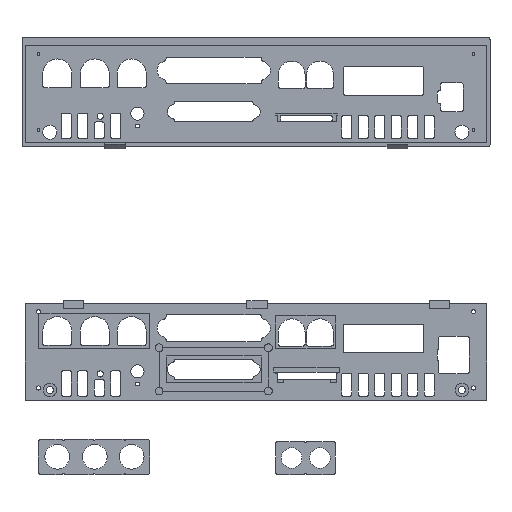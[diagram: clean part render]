
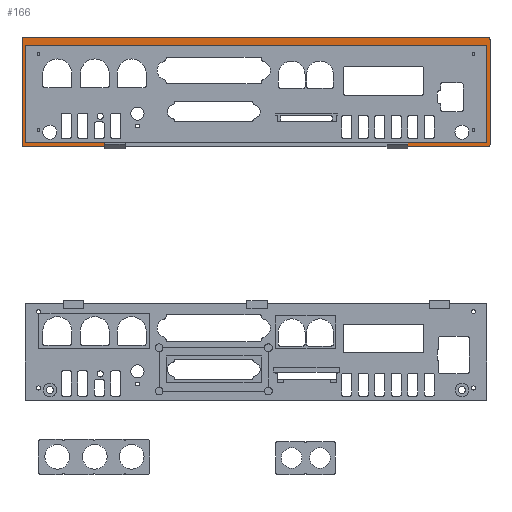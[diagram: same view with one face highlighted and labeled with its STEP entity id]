
A CAD part, top view. The second image highlights one B-rep face of the part: STEP entity #166.
In plain terms, the highlighted planar face has unit normal (0, 0, 1).
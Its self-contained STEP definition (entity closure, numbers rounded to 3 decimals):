
#27=CARTESIAN_POINT('',(150.948,77.003,2.));
#28=DIRECTION('',(0.,0.,-1.));
#29=DIRECTION('',(-1.,0.,0.));
#30=AXIS2_PLACEMENT_3D('',#27,#28,#29);
#31=PLANE('',#30);
#32=CARTESIAN_POINT('',(225.5,112.965,2.));
#33=VERTEX_POINT('',#32);
#34=CARTESIAN_POINT('',(225.5,65.965,2.));
#35=VERTEX_POINT('',#34);
#36=CARTESIAN_POINT('',(225.5,112.965,2.));
#37=DIRECTION('',(-0.,-1.,-0.));
#38=VECTOR('',#37,47.);
#39=LINE('',#36,#38);
#40=EDGE_CURVE('',#33,#35,#39,.T.);
#41=ORIENTED_EDGE('',*,*,#40,.T.);
#42=CARTESIAN_POINT('',(187.041,65.965,2.));
#43=VERTEX_POINT('',#42);
#44=CARTESIAN_POINT('',(225.5,65.965,2.));
#45=DIRECTION('',(-1.,0.,0.));
#46=VECTOR('',#45,38.459);
#47=LINE('',#44,#46);
#48=EDGE_CURVE('',#35,#43,#47,.T.);
#49=ORIENTED_EDGE('',*,*,#48,.T.);
#50=CARTESIAN_POINT('',(187.041,64.,2.));
#51=VERTEX_POINT('',#50);
#52=CARTESIAN_POINT('',(187.041,64.,2.));
#53=DIRECTION('',(0.,1.,0.));
#54=VECTOR('',#53,1.965);
#55=LINE('',#52,#54);
#56=EDGE_CURVE('',#51,#43,#55,.T.);
#57=ORIENTED_EDGE('',*,*,#56,.F.);
#58=CARTESIAN_POINT('',(226.,64.,2.));
#59=VERTEX_POINT('',#58);
#60=CARTESIAN_POINT('',(226.,64.,2.));
#61=DIRECTION('',(-1.,-0.,0.));
#62=VECTOR('',#61,38.959);
#63=LINE('',#60,#62);
#64=EDGE_CURVE('',#59,#51,#63,.T.);
#65=ORIENTED_EDGE('',*,*,#64,.F.);
#66=CARTESIAN_POINT('',(227.,65.,2.));
#67=VERTEX_POINT('',#66);
#68=CARTESIAN_POINT('',(226.,65.,2.));
#69=DIRECTION('',(-0.,-0.,1.));
#70=DIRECTION('',(-1.,0.,0.));
#71=AXIS2_PLACEMENT_3D('',#68,#69,#70);
#72=CIRCLE('',#71,1.);
#73=EDGE_CURVE('',#59,#67,#72,.T.);
#74=ORIENTED_EDGE('',*,*,#73,.T.);
#75=CARTESIAN_POINT('',(227.,116.,2.));
#76=VERTEX_POINT('',#75);
#77=CARTESIAN_POINT('',(227.,116.,2.));
#78=DIRECTION('',(-0.,-1.,-0.));
#79=VECTOR('',#78,51.);
#80=LINE('',#77,#79);
#81=EDGE_CURVE('',#76,#67,#80,.T.);
#82=ORIENTED_EDGE('',*,*,#81,.F.);
#83=CARTESIAN_POINT('',(226.,117.,2.));
#84=VERTEX_POINT('',#83);
#85=CARTESIAN_POINT('',(226.,116.,2.));
#86=DIRECTION('',(-0.,-0.,1.));
#87=DIRECTION('',(-1.,0.,0.));
#88=AXIS2_PLACEMENT_3D('',#85,#86,#87);
#89=CIRCLE('',#88,1.);
#90=EDGE_CURVE('',#76,#84,#89,.T.);
#91=ORIENTED_EDGE('',*,*,#90,.T.);
#92=CARTESIAN_POINT('',(1.,117.,2.));
#93=VERTEX_POINT('',#92);
#94=CARTESIAN_POINT('',(1.,117.,2.));
#95=DIRECTION('',(1.,0.,-0.));
#96=VECTOR('',#95,225.);
#97=LINE('',#94,#96);
#98=EDGE_CURVE('',#93,#84,#97,.T.);
#99=ORIENTED_EDGE('',*,*,#98,.F.);
#100=CARTESIAN_POINT('',(0.,116.,2.));
#101=VERTEX_POINT('',#100);
#102=CARTESIAN_POINT('',(1.,116.,2.));
#103=DIRECTION('',(-0.,-0.,1.));
#104=DIRECTION('',(-1.,0.,0.));
#105=AXIS2_PLACEMENT_3D('',#102,#103,#104);
#106=CIRCLE('',#105,1.);
#107=EDGE_CURVE('',#93,#101,#106,.T.);
#108=ORIENTED_EDGE('',*,*,#107,.T.);
#109=CARTESIAN_POINT('',(0.,65.,2.));
#110=VERTEX_POINT('',#109);
#111=CARTESIAN_POINT('',(0.,65.,2.));
#112=DIRECTION('',(0.,1.,0.));
#113=VECTOR('',#112,51.);
#114=LINE('',#111,#113);
#115=EDGE_CURVE('',#110,#101,#114,.T.);
#116=ORIENTED_EDGE('',*,*,#115,.F.);
#117=CARTESIAN_POINT('',(1.,64.,2.));
#118=VERTEX_POINT('',#117);
#119=CARTESIAN_POINT('',(1.,65.,2.));
#120=DIRECTION('',(-0.,-0.,1.));
#121=DIRECTION('',(-1.,0.,0.));
#122=AXIS2_PLACEMENT_3D('',#119,#120,#121);
#123=CIRCLE('',#122,1.);
#124=EDGE_CURVE('',#110,#118,#123,.T.);
#125=ORIENTED_EDGE('',*,*,#124,.T.);
#126=CARTESIAN_POINT('',(40.043,64.,2.));
#127=VERTEX_POINT('',#126);
#128=CARTESIAN_POINT('',(40.043,64.,2.));
#129=DIRECTION('',(-1.,-0.,0.));
#130=VECTOR('',#129,39.043);
#131=LINE('',#128,#130);
#132=EDGE_CURVE('',#127,#118,#131,.T.);
#133=ORIENTED_EDGE('',*,*,#132,.F.);
#134=CARTESIAN_POINT('',(40.043,65.965,2.));
#135=VERTEX_POINT('',#134);
#136=CARTESIAN_POINT('',(40.043,65.965,2.));
#137=DIRECTION('',(-0.,-1.,-0.));
#138=VECTOR('',#137,1.965);
#139=LINE('',#136,#138);
#140=EDGE_CURVE('',#135,#127,#139,.T.);
#141=ORIENTED_EDGE('',*,*,#140,.F.);
#142=CARTESIAN_POINT('',(1.5,65.965,2.));
#143=VERTEX_POINT('',#142);
#144=CARTESIAN_POINT('',(40.043,65.965,2.));
#145=DIRECTION('',(-1.,0.,0.));
#146=VECTOR('',#145,38.543);
#147=LINE('',#144,#146);
#148=EDGE_CURVE('',#135,#143,#147,.T.);
#149=ORIENTED_EDGE('',*,*,#148,.T.);
#150=CARTESIAN_POINT('',(1.5,112.965,2.));
#151=VERTEX_POINT('',#150);
#152=CARTESIAN_POINT('',(1.5,65.965,2.));
#153=DIRECTION('',(0.,1.,0.));
#154=VECTOR('',#153,47.);
#155=LINE('',#152,#154);
#156=EDGE_CURVE('',#143,#151,#155,.T.);
#157=ORIENTED_EDGE('',*,*,#156,.T.);
#158=CARTESIAN_POINT('',(1.5,112.965,2.));
#159=DIRECTION('',(1.,-0.,-0.));
#160=VECTOR('',#159,224.);
#161=LINE('',#158,#160);
#162=EDGE_CURVE('',#151,#33,#161,.T.);
#163=ORIENTED_EDGE('',*,*,#162,.T.);
#164=EDGE_LOOP('',(#41,#49,#57,#65,#74,#82,#91,#99,#108,#116,#125,#133,#141,#149,#157,#163));
#165=FACE_BOUND('',#164,.T.);
#166=ADVANCED_FACE('',(#165),#31,.F.);
